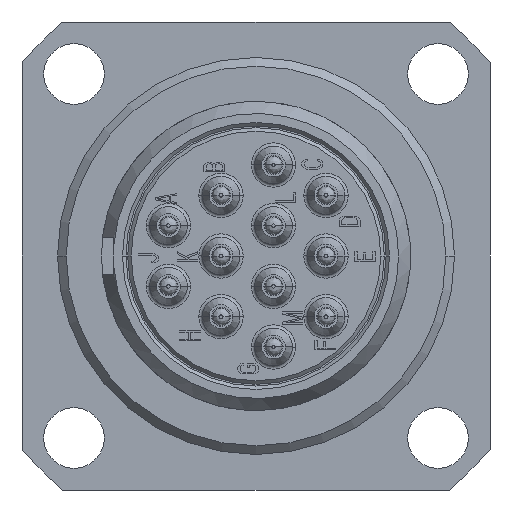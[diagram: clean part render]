
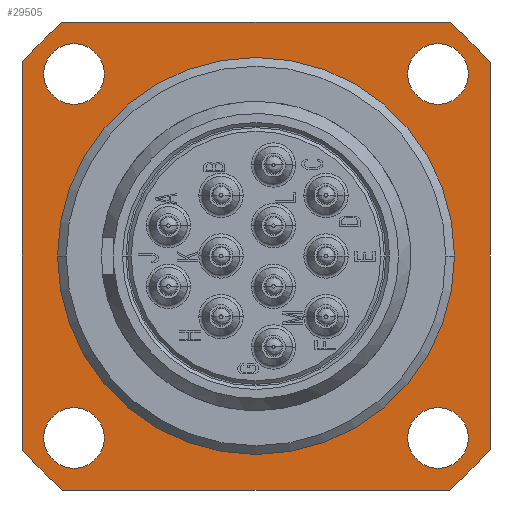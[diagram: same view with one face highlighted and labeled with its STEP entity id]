
A CAD part, left-side view. The second image highlights one B-rep face of the part: STEP entity #29505.
In plain terms, the highlighted planar face has unit normal (-1, 0, 0).
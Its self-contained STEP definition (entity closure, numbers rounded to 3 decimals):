
#304=CARTESIAN_POINT('',(0.7,0.,0.));
#305=DIRECTION('',(1.,0.,0.));
#306=DIRECTION('',(0.,1.,0.));
#307=AXIS2_PLACEMENT_3D('',#304,#305,#306);
#317=CARTESIAN_POINT('',(0.7,0.,0.));
#318=DIRECTION('',(1.,0.,0.));
#319=DIRECTION('',(0.,-1.,0.));
#320=AXIS2_PLACEMENT_3D('',#317,#318,#319);
#322=DIRECTION('',(0.,1.,0.));
#323=VECTOR('',#322,22.271);
#324=CARTESIAN_POINT('',(0.7,-11.136,13.5));
#325=LINE('2353',#324,#323);
#326=CARTESIAN_POINT('',(0.7,0.,0.));
#327=DIRECTION('',(1.,0.,0.));
#328=DIRECTION('',(0.,-0.636,0.771));
#329=AXIS2_PLACEMENT_3D('',#326,#327,#328);
#331=DIRECTION('',(0.,0.,1.));
#332=VECTOR('',#331,22.271);
#333=CARTESIAN_POINT('',(0.7,-13.5,-11.136));
#334=LINE('2354',#333,#332);
#335=CARTESIAN_POINT('',(0.7,0.,0.));
#336=DIRECTION('',(1.,0.,0.));
#337=DIRECTION('',(0.,-0.771,-0.636));
#338=AXIS2_PLACEMENT_3D('',#335,#336,#337);
#340=DIRECTION('',(0.,-1.,0.));
#341=VECTOR('',#340,22.271);
#342=CARTESIAN_POINT('',(0.7,11.136,-13.5));
#343=LINE('2355',#342,#341);
#344=CARTESIAN_POINT('',(0.7,0.,0.));
#345=DIRECTION('',(1.,0.,0.));
#346=DIRECTION('',(0.,0.636,-0.771));
#347=AXIS2_PLACEMENT_3D('',#344,#345,#346);
#349=DIRECTION('',(0.,0.,-1.));
#350=VECTOR('',#349,22.271);
#351=CARTESIAN_POINT('',(0.7,13.5,11.136));
#352=LINE('2356',#351,#350);
#353=CARTESIAN_POINT('',(0.7,0.,0.));
#354=DIRECTION('',(1.,0.,0.));
#355=DIRECTION('',(0.,0.771,0.636));
#356=AXIS2_PLACEMENT_3D('',#353,#354,#355);
#358=CARTESIAN_POINT('',(0.7,10.5,-10.5));
#359=DIRECTION('',(-1.,0.,0.));
#360=DIRECTION('',(0.,0.,-1.));
#361=AXIS2_PLACEMENT_3D('',#358,#359,#360);
#363=CARTESIAN_POINT('',(0.7,10.5,-10.5));
#364=DIRECTION('',(-1.,0.,0.));
#365=DIRECTION('',(0.,0.,1.));
#366=AXIS2_PLACEMENT_3D('',#363,#364,#365);
#368=CARTESIAN_POINT('',(0.7,10.5,10.5));
#369=DIRECTION('',(-1.,0.,0.));
#370=DIRECTION('',(0.,0.,-1.));
#371=AXIS2_PLACEMENT_3D('',#368,#369,#370);
#373=CARTESIAN_POINT('',(0.7,10.5,10.5));
#374=DIRECTION('',(-1.,0.,0.));
#375=DIRECTION('',(0.,0.,1.));
#376=AXIS2_PLACEMENT_3D('',#373,#374,#375);
#378=CARTESIAN_POINT('',(0.7,-10.5,-10.5));
#379=DIRECTION('',(-1.,0.,0.));
#380=DIRECTION('',(0.,0.,-1.));
#381=AXIS2_PLACEMENT_3D('',#378,#379,#380);
#383=CARTESIAN_POINT('',(0.7,-10.5,-10.5));
#384=DIRECTION('',(-1.,0.,0.));
#385=DIRECTION('',(0.,0.,1.));
#386=AXIS2_PLACEMENT_3D('',#383,#384,#385);
#388=CARTESIAN_POINT('',(0.7,-10.5,10.5));
#389=DIRECTION('',(-1.,0.,0.));
#390=DIRECTION('',(0.,0.,-1.));
#391=AXIS2_PLACEMENT_3D('',#388,#389,#390);
#393=CARTESIAN_POINT('',(0.7,-10.5,10.5));
#394=DIRECTION('',(-1.,0.,0.));
#395=DIRECTION('',(0.,0.,1.));
#396=AXIS2_PLACEMENT_3D('',#393,#394,#395);
#23663=CARTESIAN_POINT('',(0.7,11.45,0.));
#23664=VERTEX_POINT('',#23663);
#23665=CARTESIAN_POINT('',(0.7,-11.45,0.));
#23666=VERTEX_POINT('',#23665);
#23683=CARTESIAN_POINT('',(0.7,10.5,-12.25));
#23684=CARTESIAN_POINT('',(0.7,10.5,-8.75));
#23685=VERTEX_POINT('',#23683);
#23686=VERTEX_POINT('',#23684);
#23687=CARTESIAN_POINT('',(0.7,10.5,8.75));
#23688=CARTESIAN_POINT('',(0.7,10.5,12.25));
#23689=VERTEX_POINT('',#23687);
#23690=VERTEX_POINT('',#23688);
#23691=CARTESIAN_POINT('',(0.7,-10.5,-12.25));
#23692=CARTESIAN_POINT('',(0.7,-10.5,-8.75));
#23693=VERTEX_POINT('',#23691);
#23694=VERTEX_POINT('',#23692);
#23695=CARTESIAN_POINT('',(0.7,-10.5,8.75));
#23696=CARTESIAN_POINT('',(0.7,-10.5,12.25));
#23697=VERTEX_POINT('',#23695);
#23698=VERTEX_POINT('',#23696);
#23798=CARTESIAN_POINT('',(0.7,-11.136,13.5));
#23799=CARTESIAN_POINT('',(0.7,11.136,13.5));
#23800=VERTEX_POINT('',#23798);
#23801=VERTEX_POINT('',#23799);
#23802=CARTESIAN_POINT('',(0.7,-13.5,-11.136));
#23803=CARTESIAN_POINT('',(0.7,-13.5,11.136));
#23804=VERTEX_POINT('',#23802);
#23805=VERTEX_POINT('',#23803);
#23806=CARTESIAN_POINT('',(0.7,11.136,-13.5));
#23807=CARTESIAN_POINT('',(0.7,-11.136,-13.5));
#23808=VERTEX_POINT('',#23806);
#23809=VERTEX_POINT('',#23807);
#23810=CARTESIAN_POINT('',(0.7,13.5,11.136));
#23811=CARTESIAN_POINT('',(0.7,13.5,-11.136));
#23812=VERTEX_POINT('',#23810);
#23813=VERTEX_POINT('',#23811);
#29454=CARTESIAN_POINT('',(0.7,0.,0.));
#29455=DIRECTION('',(1.,0.,0.));
#29456=DIRECTION('',(0.,0.,-1.));
#29457=AXIS2_PLACEMENT_3D('',#29454,#29455,#29456);
#29458=PLANE('287',#29457);
#29460=ORIENTED_EDGE('2353',*,*,#29459,.F.);
#29462=ORIENTED_EDGE('2410',*,*,#29461,.T.);
#29464=ORIENTED_EDGE('2354',*,*,#29463,.F.);
#29466=ORIENTED_EDGE('2409',*,*,#29465,.T.);
#29468=ORIENTED_EDGE('2355',*,*,#29467,.F.);
#29470=ORIENTED_EDGE('2408',*,*,#29469,.T.);
#29472=ORIENTED_EDGE('2356',*,*,#29471,.F.);
#29474=ORIENTED_EDGE('2397',*,*,#29473,.T.);
#29475=EDGE_LOOP('287',(#29460,#29462,#29464,#29466,#29468,#29470,#29472,
#29474));
#29476=FACE_OUTER_BOUND('287',#29475,.F.);
#29478=ORIENTED_EDGE('2269',*,*,#29477,.T.);
#29480=ORIENTED_EDGE('2270',*,*,#29479,.T.);
#29481=EDGE_LOOP('287',(#29478,#29480));
#29482=FACE_BOUND('287',#29481,.F.);
#29484=ORIENTED_EDGE('2271',*,*,#29483,.T.);
#29486=ORIENTED_EDGE('2272',*,*,#29485,.T.);
#29487=EDGE_LOOP('287',(#29484,#29486));
#29488=FACE_BOUND('287',#29487,.F.);
#29490=ORIENTED_EDGE('2273',*,*,#29489,.T.);
#29492=ORIENTED_EDGE('2274',*,*,#29491,.T.);
#29493=EDGE_LOOP('287',(#29490,#29492));
#29494=FACE_BOUND('287',#29493,.F.);
#29496=ORIENTED_EDGE('2275',*,*,#29495,.T.);
#29498=ORIENTED_EDGE('2276',*,*,#29497,.T.);
#29499=EDGE_LOOP('287',(#29496,#29498));
#29500=FACE_BOUND('287',#29499,.F.);
#29501=ORIENTED_EDGE('2259',*,*,#29419,.F.);
#29502=ORIENTED_EDGE('2260',*,*,#29442,.F.);
#29503=EDGE_LOOP('287',(#29501,#29502));
#29504=FACE_BOUND('287',#29503,.F.);
#308=CIRCLE('2259',#307,11.45);
#321=CIRCLE('2260',#320,11.45);
#330=CIRCLE('2410',#329,17.5);
#339=CIRCLE('2409',#338,17.5);
#348=CIRCLE('2408',#347,17.5);
#357=CIRCLE('2397',#356,17.5);
#362=CIRCLE('2269',#361,1.75);
#367=CIRCLE('2270',#366,1.75);
#372=CIRCLE('2271',#371,1.75);
#377=CIRCLE('2272',#376,1.75);
#382=CIRCLE('2273',#381,1.75);
#387=CIRCLE('2274',#386,1.75);
#392=CIRCLE('2275',#391,1.75);
#397=CIRCLE('2276',#396,1.75);
#29419=EDGE_CURVE('2259',#23664,#23666,#308,.T.);
#29442=EDGE_CURVE('2260',#23666,#23664,#321,.T.);
#29459=EDGE_CURVE('2353',#23800,#23801,#325,.T.);
#29461=EDGE_CURVE('2410',#23800,#23805,#330,.T.);
#29463=EDGE_CURVE('2354',#23804,#23805,#334,.T.);
#29465=EDGE_CURVE('2409',#23804,#23809,#339,.T.);
#29467=EDGE_CURVE('2355',#23808,#23809,#343,.T.);
#29469=EDGE_CURVE('2408',#23808,#23813,#348,.T.);
#29471=EDGE_CURVE('2356',#23812,#23813,#352,.T.);
#29473=EDGE_CURVE('2397',#23812,#23801,#357,.T.);
#29477=EDGE_CURVE('2269',#23685,#23686,#362,.T.);
#29479=EDGE_CURVE('2270',#23686,#23685,#367,.T.);
#29483=EDGE_CURVE('2271',#23689,#23690,#372,.T.);
#29485=EDGE_CURVE('2272',#23690,#23689,#377,.T.);
#29489=EDGE_CURVE('2273',#23693,#23694,#382,.T.);
#29491=EDGE_CURVE('2274',#23694,#23693,#387,.T.);
#29495=EDGE_CURVE('2275',#23697,#23698,#392,.T.);
#29497=EDGE_CURVE('2276',#23698,#23697,#397,.T.);
#29505=ADVANCED_FACE('287',(#29476,#29482,#29488,#29494,#29500,#29504),#29458,
.F.);
